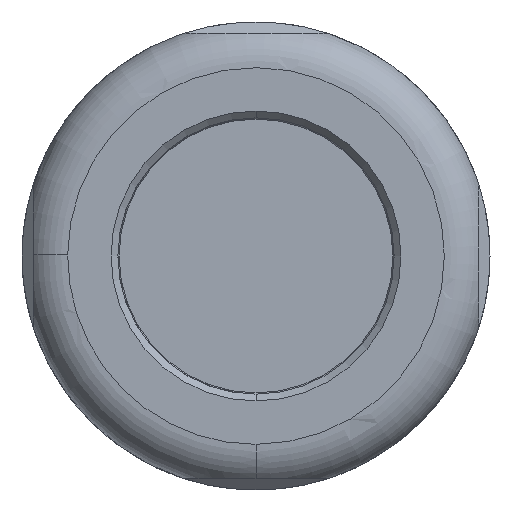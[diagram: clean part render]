
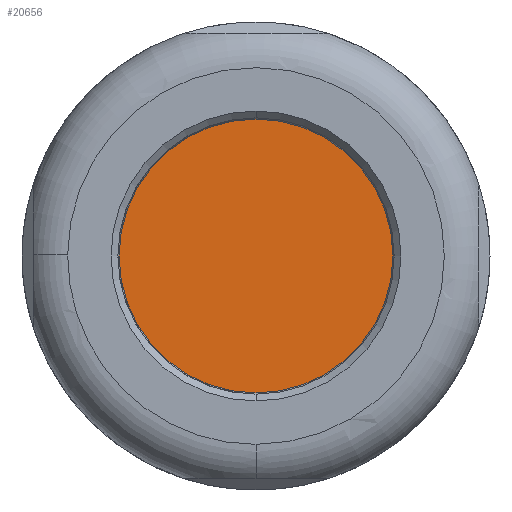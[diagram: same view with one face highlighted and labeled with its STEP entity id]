
A CAD part, front view. The second image highlights one B-rep face of the part: STEP entity #20656.
In plain terms, the highlighted planar face has unit normal (0, -1, 0).
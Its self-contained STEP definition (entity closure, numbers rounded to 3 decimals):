
#7434=CARTESIAN_POINT('',(0.,-34.497,0.));
#7435=DIRECTION('',(0.,1.,0.));
#7436=DIRECTION('',(-1.,0.,0.));
#7437=AXIS2_PLACEMENT_3D('',#7434,#7435,#7436);
#7439=CARTESIAN_POINT('',(0.,-34.497,0.));
#7440=DIRECTION('',(0.,1.,0.));
#7441=DIRECTION('',(1.,0.,0.));
#7442=AXIS2_PLACEMENT_3D('',#7439,#7440,#7441);
#9522=CARTESIAN_POINT('',(-6.,-34.497,0.));
#9523=CARTESIAN_POINT('',(6.,-34.497,0.));
#9524=VERTEX_POINT('',#9522);
#9525=VERTEX_POINT('',#9523);
#20646=CARTESIAN_POINT('',(0.,-34.497,0.));
#20647=DIRECTION('',(0.,1.,0.));
#20648=DIRECTION('',(1.,0.,0.));
#20649=AXIS2_PLACEMENT_3D('',#20646,#20647,#20648);
#20650=PLANE('',#20649);
#20652=ORIENTED_EDGE('',*,*,#20651,.T.);
#20653=ORIENTED_EDGE('',*,*,#20636,.T.);
#20654=EDGE_LOOP('',(#20652,#20653));
#20655=FACE_OUTER_BOUND('',#20654,.F.);
#20656=ADVANCED_FACE('',(#20655),#20650,.F.);
#7438=CIRCLE('',#7437,6.);
#7443=CIRCLE('',#7442,6.);
#20636=EDGE_CURVE('',#9525,#9524,#7443,.T.);
#20651=EDGE_CURVE('',#9524,#9525,#7438,.T.);
